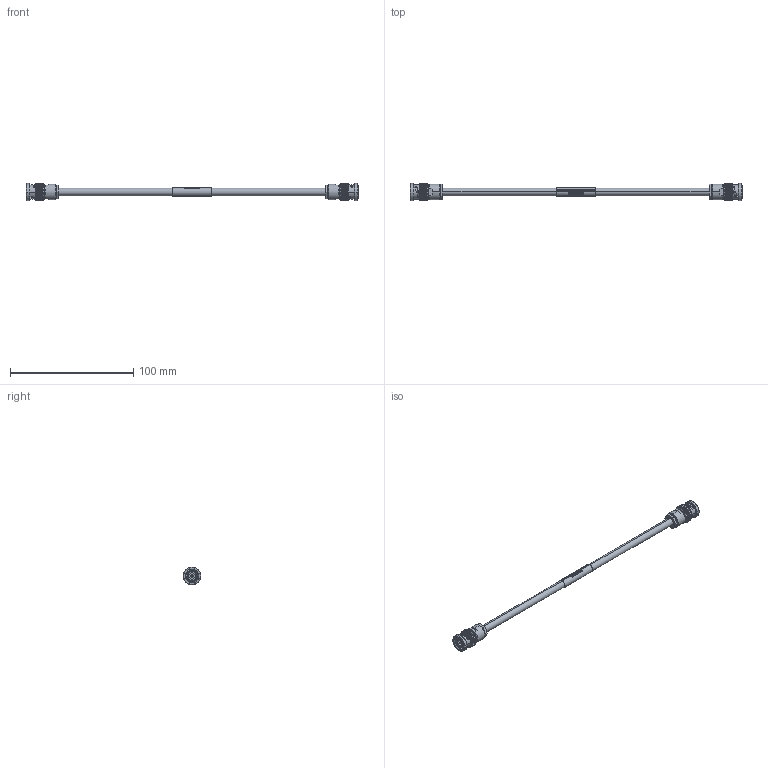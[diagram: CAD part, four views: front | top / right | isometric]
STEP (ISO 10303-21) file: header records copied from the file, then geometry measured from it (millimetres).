
FILE_DESCRIPTION (( 'STEP AP214' ), '1' );
FILE_NAME ('FMCA100210_3D.step', '2024-10-30T17:01:44', ( '' ), ( '' ), 'SwSTEP 2.0', 'SolidWorks 2022', '' );
FILE_SCHEMA (( 'AUTOMOTIVE_DESIGN' ));
Length unit declared in the file: inch
Products named in the file (3): FMCN5268^FMCA100210; FMCA100210_3D; LMR-240-UF^FMCA100210_FM
Assembly tree (3 placements, depth 2):
  FMCA100210_3D
    LMR-240-UF^FMCA100210_FM
    FMCN5268^FMCA100210  x2
Bounding box: 268.92 x 14.46 x 14.46 mm (x, y, z)
Volume: 12066.3 mm3; surface area: 10206.1 mm2
Topology: 3 solids, 7 shells, 1460 faces, 3584 edges, 2204 vertices
Faces by surface type: plane 538, cone 314, cylinder 312, bspline 296
Entity records: 38634 total; most frequent: CARTESIAN_POINT 17469, ORIENTED_EDGE 4964, DIRECTION 3203, EDGE_CURVE 2482, VERTEX_POINT 1562, AXIS2_PLACEMENT_3D 1236, B_SPLINE_CURVE_WITH_KNOTS 1215, EDGE_LOOP 1046
